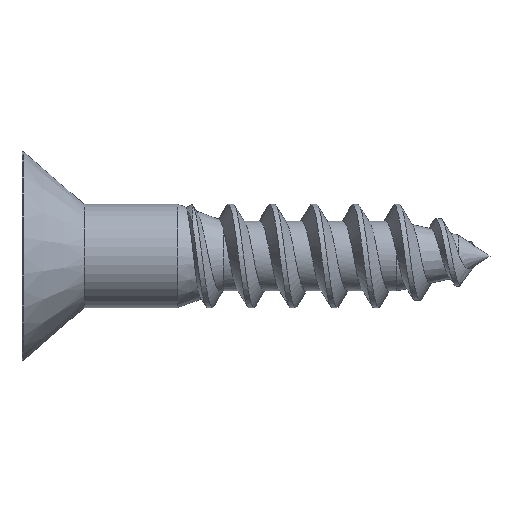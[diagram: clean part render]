
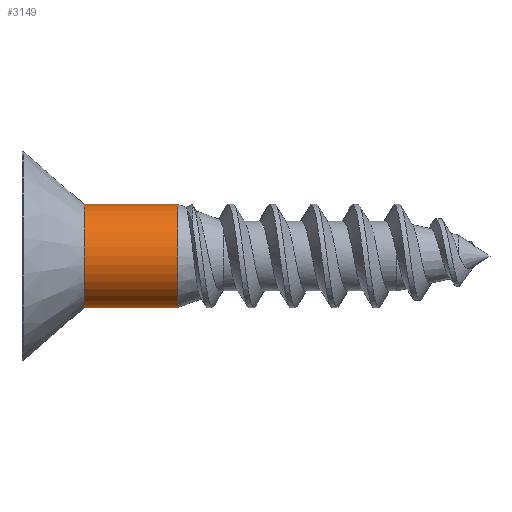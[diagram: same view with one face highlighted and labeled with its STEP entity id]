
A CAD part, top view. The second image highlights one B-rep face of the part: STEP entity #3149.
In plain terms, the highlighted cylindrical face has radius 1.753 mm (diameter 3.505 mm), a partial arc.
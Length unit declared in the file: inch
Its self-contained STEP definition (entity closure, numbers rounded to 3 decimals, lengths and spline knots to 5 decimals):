
#12 = CIRCLE ( 'NONE', #3391, 0.069 ) ;
#67 = DIRECTION ( 'NONE',  ( 0., -1., 0. ) ) ;
#139 = DIRECTION ( 'NONE',  ( -1., 0., 0. ) ) ;
#171 = EDGE_CURVE ( 'NONE', #1566, #288, #12, .T. ) ;
#182 = VECTOR ( 'NONE', #910, 39.37008 ) ;
#283 = DIRECTION ( 'NONE',  ( -1., 0., 0. ) ) ;
#288 = VERTEX_POINT ( 'NONE', #1137 ) ;
#571 = VECTOR ( 'NONE', #2672, 39.37008 ) ;
#639 = CARTESIAN_POINT ( 'NONE',  ( -0.3125, -0.069, 0. ) ) ;
#647 = CYLINDRICAL_SURFACE ( 'NONE', #1483, 0.069 ) ;
#734 = CIRCLE ( 'NONE', #1551, 0.069 ) ;
#764 = ORIENTED_EDGE ( 'NONE', *, *, #963, .T. ) ;
#848 = CARTESIAN_POINT ( 'NONE',  ( -0.2295, -0.069, 0. ) ) ;
#910 = DIRECTION ( 'NONE',  ( -1., 0., 0. ) ) ;
#963 = EDGE_CURVE ( 'NONE', #288, #2662, #2565, .T. ) ;
#1114 = DIRECTION ( 'NONE',  ( 0., -1., 0. ) ) ;
#1137 = CARTESIAN_POINT ( 'NONE',  ( -0.1045, 0.069, 0. ) ) ;
#1243 = EDGE_LOOP ( 'NONE', ( #2101, #764, #2873, #1922 ) ) ;
#1483 = AXIS2_PLACEMENT_3D ( 'NONE', #1759, #139, #2061 ) ;
#1521 = CARTESIAN_POINT ( 'NONE',  ( -0.3125, 0.069, 0. ) ) ;
#1551 = AXIS2_PLACEMENT_3D ( 'NONE', #3582, #283, #1114 ) ;
#1566 = VERTEX_POINT ( 'NONE', #3432 ) ;
#1590 = FACE_OUTER_BOUND ( 'NONE', #1243, .T. ) ;
#1759 = CARTESIAN_POINT ( 'NONE',  ( -0.3125, 0., 0. ) ) ;
#1922 = ORIENTED_EDGE ( 'NONE', *, *, #2408, .F. ) ;
#2061 = DIRECTION ( 'NONE',  ( 0., -1., 0. ) ) ;
#2101 = ORIENTED_EDGE ( 'NONE', *, *, #171, .T. ) ;
#2195 = CARTESIAN_POINT ( 'NONE',  ( -0.2295, 0.069, 0. ) ) ;
#2408 = EDGE_CURVE ( 'NONE', #1566, #3034, #2978, .T. ) ;
#2565 = LINE ( 'NONE', #1521, #571 ) ;
#2662 = VERTEX_POINT ( 'NONE', #2195 ) ;
#2672 = DIRECTION ( 'NONE',  ( -1., 0., 0. ) ) ;
#2766 = EDGE_CURVE ( 'NONE', #3034, #2662, #734, .T. ) ;
#2850 = CARTESIAN_POINT ( 'NONE',  ( -0.1045, 0., 0. ) ) ;
#2873 = ORIENTED_EDGE ( 'NONE', *, *, #2766, .F. ) ;
#2884 = DIRECTION ( 'NONE',  ( -1., 0., 0. ) ) ;
#2978 = LINE ( 'NONE', #639, #182 ) ;
#3034 = VERTEX_POINT ( 'NONE', #848 ) ;
#3149 = ADVANCED_FACE ( 'NONE', ( #1590 ), #647, .T. ) ;
#3391 = AXIS2_PLACEMENT_3D ( 'NONE', #2850, #2884, #67 ) ;
#3432 = CARTESIAN_POINT ( 'NONE',  ( -0.1045, -0.069, 0. ) ) ;
#3582 = CARTESIAN_POINT ( 'NONE',  ( -0.2295, 0., 0. ) ) ;
